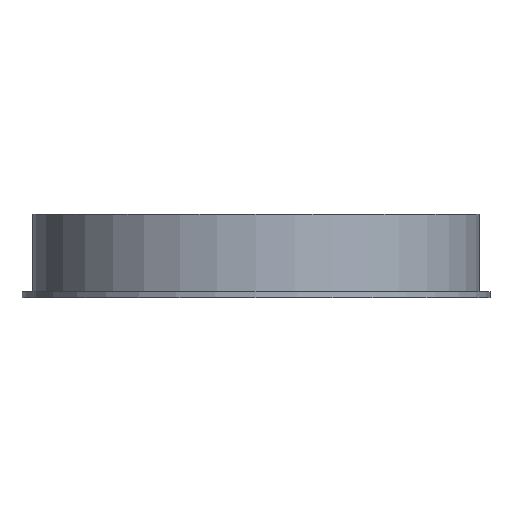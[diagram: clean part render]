
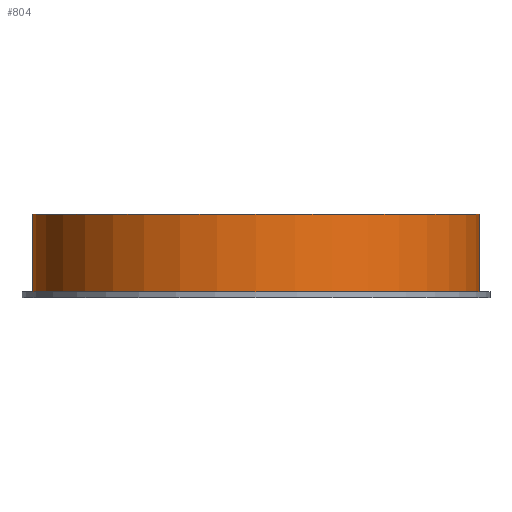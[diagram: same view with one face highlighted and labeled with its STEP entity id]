
A CAD part, front view. The second image highlights one B-rep face of the part: STEP entity #804.
In plain terms, the highlighted cylindrical face has radius 108.3 mm (diameter 216.6 mm), a full revolution.
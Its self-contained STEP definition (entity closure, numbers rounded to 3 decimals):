
#804=ADVANCED_FACE('',(#3390,#3392),#3394,.T.);
#3390=FACE_OUTER_BOUND('',#3391,.T.);
#3391=EDGE_LOOP('',(#8870));
#3392=FACE_OUTER_BOUND('',#3393,.T.);
#3393=EDGE_LOOP('',(#8871));
#3394=CYLINDRICAL_SURFACE('',#3395,108.3);
#3395=AXIS2_PLACEMENT_3D('',#3396,#3397,#3398);
#3396=CARTESIAN_POINT('',(0.,0.,0.));
#3397=DIRECTION('',(0.,0.,1.));
#3398=DIRECTION('',(-1.,0.,0.));
#8870=ORIENTED_EDGE('',*,*,#12768,.F.);
#8871=ORIENTED_EDGE('',*,*,#12769,.F.);
#12768=EDGE_CURVE('',#15469,#15469,#15470,.T.);
#12769=EDGE_CURVE('',#15471,#15471,#15472,.T.);
#15469=VERTEX_POINT('',#20841);
#15470=CIRCLE('',#20842,108.3);
#15471=VERTEX_POINT('',#20846);
#15472=CIRCLE('',#20847,108.3);
#20841=CARTESIAN_POINT('',(0.,-108.3,34.472));
#20842=AXIS2_PLACEMENT_3D('',#20843,#20844,#20845);
#20843=CARTESIAN_POINT('',(0.,0.,34.472));
#20844=DIRECTION('',(0.,0.,1.));
#20845=DIRECTION('',(-1.,0.,0.));
#20846=CARTESIAN_POINT('',(0.,-108.3,-3.004));
#20847=AXIS2_PLACEMENT_3D('',#20848,#20849,#20850);
#20848=CARTESIAN_POINT('',(0.,0.,-3.004));
#20849=DIRECTION('',(0.,0.,-1.));
#20850=DIRECTION('',(0.,-1.,0.));
